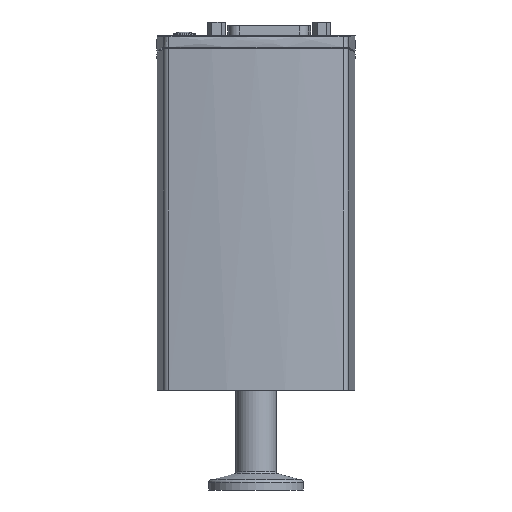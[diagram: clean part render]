
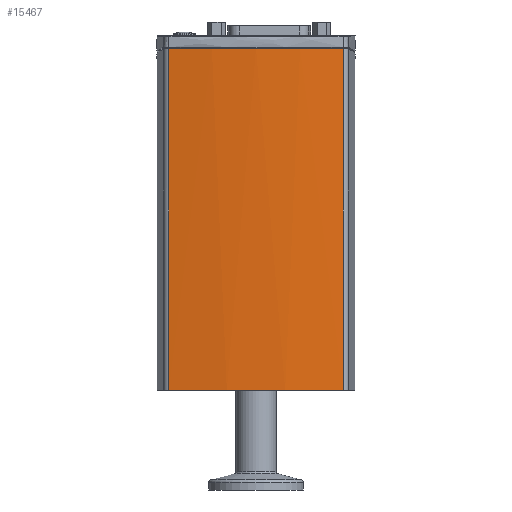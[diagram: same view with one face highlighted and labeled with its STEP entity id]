
A CAD part, left-side view. The second image highlights one B-rep face of the part: STEP entity #15467.
In plain terms, the highlighted cylindrical face has radius 170 mm (diameter 340 mm), a partial arc.
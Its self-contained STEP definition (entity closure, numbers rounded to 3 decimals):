
#347=B_SPLINE_CURVE_WITH_KNOTS('',3,(#29700,#29701,#29702,#29703,#29704,
#29705),.UNSPECIFIED.,.F.,.F.,(4,2,4),(3.561,5.341,
6.145),.UNSPECIFIED.);
#348=B_SPLINE_CURVE_WITH_KNOTS('',3,(#29712,#29713,#29714,#29715,#29716,
#29717),.UNSPECIFIED.,.F.,.F.,(4,2,4),(0.977,1.78,
3.561),.UNSPECIFIED.);
#1308=LINE('',#29707,#2388);
#1309=LINE('',#29711,#2389);
#2388=VECTOR('',#19752,108.186);
#2389=VECTOR('',#19755,108.186);
#3835=FACE_OUTER_BOUND('',#4822,.T.);
#4822=EDGE_LOOP('',(#11869,#11870,#11871,#11872,#11873));
#5664=CIRCLE('',#16707,170.);
#6749=VERTEX_POINT('',#29698);
#6750=VERTEX_POINT('',#29699);
#6751=VERTEX_POINT('',#29706);
#6752=VERTEX_POINT('',#29708);
#6753=VERTEX_POINT('',#29710);
#8548=EDGE_CURVE('',#6749,#6750,#347,.T.);
#8549=EDGE_CURVE('',#6751,#6750,#1308,.T.);
#8550=EDGE_CURVE('',#6752,#6751,#5664,.T.);
#8551=EDGE_CURVE('',#6752,#6753,#1309,.T.);
#8552=EDGE_CURVE('',#6753,#6749,#348,.T.);
#11869=ORIENTED_EDGE('',*,*,#8548,.T.);
#11870=ORIENTED_EDGE('',*,*,#8549,.F.);
#11871=ORIENTED_EDGE('',*,*,#8550,.F.);
#11872=ORIENTED_EDGE('',*,*,#8551,.T.);
#11873=ORIENTED_EDGE('',*,*,#8552,.T.);
#13947=CYLINDRICAL_SURFACE('',#16706,170.);
#15467=ADVANCED_FACE('',(#3835),#13947,.T.);
#16706=AXIS2_PLACEMENT_3D('',#29697,#19750,#19751);
#16707=AXIS2_PLACEMENT_3D('',#29709,#19753,#19754);
#19750=DIRECTION('center_axis',(0.,0.,
1.));
#19751=DIRECTION('ref_axis',(1.,0.,0.));
#19752=DIRECTION('',(0.,0.,1.));
#19753=DIRECTION('center_axis',(0.,0.,
-1.));
#19754=DIRECTION('ref_axis',(1.,0.,0.));
#19755=DIRECTION('',(0.,0.,1.));
#29697=CARTESIAN_POINT('Origin',(138.5,0.,
9.));
#29698=CARTESIAN_POINT('',(-31.5,0.,117.2));
#29699=CARTESIAN_POINT('',(-29.245,27.596,117.186));
#29700=CARTESIAN_POINT('Ctrl Pts',(-31.5,0.,
117.2));
#29701=CARTESIAN_POINT('Ctrl Pts',(-31.5,5.934,117.2));
#29702=CARTESIAN_POINT('Ctrl Pts',(-31.169,12.447,117.201));
#29703=CARTESIAN_POINT('Ctrl Pts',(-30.117,21.836,117.195));
#29704=CARTESIAN_POINT('Ctrl Pts',(-29.714,24.748,117.192));
#29705=CARTESIAN_POINT('Ctrl Pts',(-29.245,27.596,117.186));
#29706=CARTESIAN_POINT('',(-29.245,27.596,9.));
#29707=CARTESIAN_POINT('',(-29.245,27.596,9.));
#29708=CARTESIAN_POINT('',(-29.245,-27.596,9.));
#29709=CARTESIAN_POINT('Origin',(138.5,0.,
9.));
#29710=CARTESIAN_POINT('',(-29.245,-27.596,117.186));
#29711=CARTESIAN_POINT('',(-29.245,-27.596,9.));
#29712=CARTESIAN_POINT('Ctrl Pts',(-29.245,-27.596,117.186));
#29713=CARTESIAN_POINT('Ctrl Pts',(-29.714,-24.748,117.192));
#29714=CARTESIAN_POINT('Ctrl Pts',(-30.117,-21.836,
117.195));
#29715=CARTESIAN_POINT('Ctrl Pts',(-31.169,-12.447,
117.201));
#29716=CARTESIAN_POINT('Ctrl Pts',(-31.5,-5.934,
117.2));
#29717=CARTESIAN_POINT('Ctrl Pts',(-31.5,0.,
117.2));
